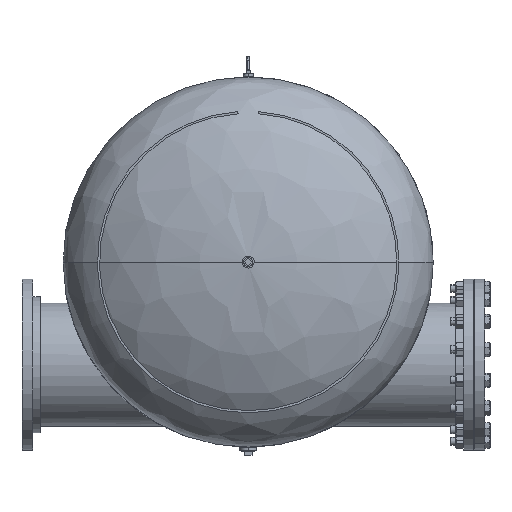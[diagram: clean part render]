
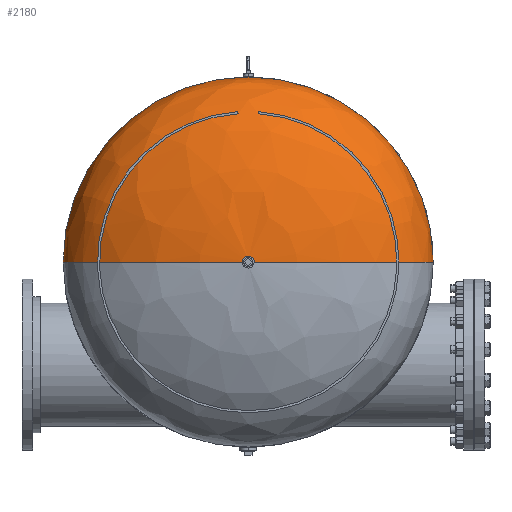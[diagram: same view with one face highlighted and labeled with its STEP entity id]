
A CAD part, front view. The second image highlights one B-rep face of the part: STEP entity #2180.
In plain terms, the highlighted free-form (B-spline) face has degree [3, 3] with [4, 4] control points.
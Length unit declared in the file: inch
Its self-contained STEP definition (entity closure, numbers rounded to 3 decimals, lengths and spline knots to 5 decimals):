
#308 = CARTESIAN_POINT ( 'NONE',  ( -0.75, 14.74473, -1.5 ) ) ;
#1874 = VERTEX_POINT ( 'NONE', #19776 ) ;
#2180 = ADVANCED_FACE ( 'NONE', ( #20798 ), #20261, .F. ) ;
#3318 = CARTESIAN_POINT ( 'NONE',  ( 27., 1.09375, 0. ) ) ;
#4899 = VERTEX_POINT ( 'NONE', #12838 ) ;
#4970 = CARTESIAN_POINT ( 'NONE',  ( -0.75, 14.74473, 0. ) ) ;
#5000 = CARTESIAN_POINT ( 'NONE',  ( 27., 8.91828, 0. ) ) ;
#5596 = EDGE_LOOP ( 'NONE', ( #15088, #13432, #20473, #6765, #9772 ) ) ;
#6391 = DIRECTION ( 'NONE',  ( 0., -1., 0. ) ) ;
#6765 = ORIENTED_EDGE ( 'NONE', *, *, #21185, .T. ) ;
#6871 = CARTESIAN_POINT ( 'NONE',  ( 16.21405, 14.52738, 0. ) ) ;
#7371 = CARTESIAN_POINT ( 'NONE',  ( -16.21405, 14.52738, 0. ) ) ;
#7462 = CARTESIAN_POINT ( 'NONE',  ( 27., 1.09375, -54. ) ) ;
#7683 = CIRCLE ( 'NONE', #8134, 0.75 ) ;
#8134 = AXIS2_PLACEMENT_3D ( 'NONE', #28201, #6391, #8755 ) ;
#8310 = EDGE_CURVE ( 'NONE', #1874, #24329, #20079, .T. ) ;
#8480 = EDGE_CURVE ( 'NONE', #24329, #27251, #26425, .T. ) ;
#8701 = CIRCLE ( 'NONE', #21784, 0.75 ) ;
#8755 = DIRECTION ( 'NONE',  ( 1., 0., 0. ) ) ;
#9089 = CARTESIAN_POINT ( 'NONE',  ( 27., 8.91828, 0. ) ) ;
#9561 = CARTESIAN_POINT ( 'NONE',  ( 27., 1.09375, 0. ) ) ;
#9583 = CARTESIAN_POINT ( 'NONE',  ( -27., 8.91828, 0. ) ) ;
#9683 = CARTESIAN_POINT ( 'NONE',  ( 0.75, 14.74473, -1.5 ) ) ;
#9772 = ORIENTED_EDGE ( 'NONE', *, *, #8480, .F. ) ;
#11374 = EDGE_CURVE ( 'NONE', #15544, #4899, #8701, .T. ) ;
#12052 = CARTESIAN_POINT ( 'NONE',  ( -27., 1.09375, 0. ) ) ;
#12838 = CARTESIAN_POINT ( 'NONE',  ( 0.75, 14.74473, 0. ) ) ;
#13008 = DIRECTION ( 'NONE',  ( 1., 0., 0. ) ) ;
#13432 = ORIENTED_EDGE ( 'NONE', *, *, #15429, .T. ) ;
#13435 = CARTESIAN_POINT ( 'NONE',  ( 0., 1.09375, 0. ) ) ;
#13605 = CARTESIAN_POINT ( 'NONE',  ( -27., 1.09375, -54. ) ) ;
#14386 = CARTESIAN_POINT ( 'NONE',  ( 0.75, 14.74473, 0. ) ) ;
#14518 = CARTESIAN_POINT ( 'NONE',  ( 16.21405, 14.52738, 0. ) ) ;
#15088 = ORIENTED_EDGE ( 'NONE', *, *, #8310, .F. ) ;
#15429 = EDGE_CURVE ( 'NONE', #1874, #15544, #7683, .T. ) ;
#15544 = VERTEX_POINT ( 'NONE', #27158 ) ;
#15789 = CARTESIAN_POINT ( 'NONE',  ( -27., 1.09375, 0. ) ) ;
#17690 = DIRECTION ( 'NONE',  ( 0., -1., 0. ) ) ;
#18435 = CARTESIAN_POINT ( 'NONE',  ( 0.75, 14.74473, 0. ) ) ;
#18591 = CARTESIAN_POINT ( 'NONE',  ( 27., 8.91828, -54. ) ) ;
#19150 =( BOUNDED_CURVE ( )  B_SPLINE_CURVE ( 3, ( #14386, #14518, #5000, #9561 ),
 .UNSPECIFIED., .F., .T. ) 
 B_SPLINE_CURVE_WITH_KNOTS ( ( 4, 4 ),
 ( 4.74017, 6.28319 ),
 .UNSPECIFIED. ) 
 CURVE ( )  GEOMETRIC_REPRESENTATION_ITEM ( )  RATIONAL_B_SPLINE_CURVE ( ( 1., 0.811, 0.811, 1. ) ) 
 REPRESENTATION_ITEM ( '' )  );
#19303 = CARTESIAN_POINT ( 'NONE',  ( -27., 1.09375, 0. ) ) ;
#19776 = CARTESIAN_POINT ( 'NONE',  ( -0.75, 14.74473, 0. ) ) ;
#20079 =( BOUNDED_CURVE ( )  B_SPLINE_CURVE ( 3, ( #27256, #7371, #9583, #12052 ),
 .UNSPECIFIED., .F., .T. ) 
 B_SPLINE_CURVE_WITH_KNOTS ( ( 4, 4 ),
 ( 4.74017, 6.28319 ),
 .UNSPECIFIED. ) 
 CURVE ( )  GEOMETRIC_REPRESENTATION_ITEM ( )  RATIONAL_B_SPLINE_CURVE ( ( 1., 0.811, 0.811, 1. ) ) 
 REPRESENTATION_ITEM ( '' )  );
#20261 =( BOUNDED_SURFACE ( )  B_SPLINE_SURFACE ( 3, 3, ( 
 ( #4970, #308, #9683, #18435 ),
 ( #26923, #27503, #27204, #6871 ),
 ( #20355, #27352, #18591, #9089 ),
 ( #15789, #13605, #7462, #25159 ) ),
 .UNSPECIFIED., .F., .F., .F. ) 
 B_SPLINE_SURFACE_WITH_KNOTS ( ( 4, 4 ),
 ( 4, 4 ),
 ( 0., 1. ),
 ( 0., 1. ),
 .UNSPECIFIED. ) 
 GEOMETRIC_REPRESENTATION_ITEM ( )  RATIONAL_B_SPLINE_SURFACE ( (
 ( 1., 0.333, 0.333, 1.),
 ( 0.811, 0.27, 0.27, 0.811),
 ( 0.811, 0.27, 0.27, 0.811),
 ( 1., 0.333, 0.333, 1.) ) ) 
 REPRESENTATION_ITEM ( '' )  SURFACE ( )  );
#20355 = CARTESIAN_POINT ( 'NONE',  ( -27., 8.91828, 0. ) ) ;
#20473 = ORIENTED_EDGE ( 'NONE', *, *, #11374, .T. ) ;
#20798 = FACE_OUTER_BOUND ( 'NONE', #5596, .T. ) ;
#20861 = CARTESIAN_POINT ( 'NONE',  ( 0., 14.74473, 0. ) ) ;
#21185 = EDGE_CURVE ( 'NONE', #4899, #27251, #19150, .T. ) ;
#21431 = DIRECTION ( 'NONE',  ( 0., -1., 0. ) ) ;
#21784 = AXIS2_PLACEMENT_3D ( 'NONE', #20861, #21431, #23480 ) ;
#23480 = DIRECTION ( 'NONE',  ( 1., 0., 0. ) ) ;
#24329 = VERTEX_POINT ( 'NONE', #19303 ) ;
#25159 = CARTESIAN_POINT ( 'NONE',  ( 27., 1.09375, 0. ) ) ;
#25508 = AXIS2_PLACEMENT_3D ( 'NONE', #13435, #17690, #13008 ) ;
#26425 = CIRCLE ( 'NONE', #25508, 27. ) ;
#26923 = CARTESIAN_POINT ( 'NONE',  ( -16.21405, 14.52738, 0. ) ) ;
#27158 = CARTESIAN_POINT ( 'NONE',  ( 0., 14.74473, -0.75 ) ) ;
#27204 = CARTESIAN_POINT ( 'NONE',  ( 16.21405, 14.52738, -32.42809 ) ) ;
#27251 = VERTEX_POINT ( 'NONE', #3318 ) ;
#27256 = CARTESIAN_POINT ( 'NONE',  ( -0.75, 14.74473, 0. ) ) ;
#27352 = CARTESIAN_POINT ( 'NONE',  ( -27., 8.91828, -54. ) ) ;
#27503 = CARTESIAN_POINT ( 'NONE',  ( -16.21405, 14.52738, -32.42809 ) ) ;
#28201 = CARTESIAN_POINT ( 'NONE',  ( 0., 14.74473, 0. ) ) ;
